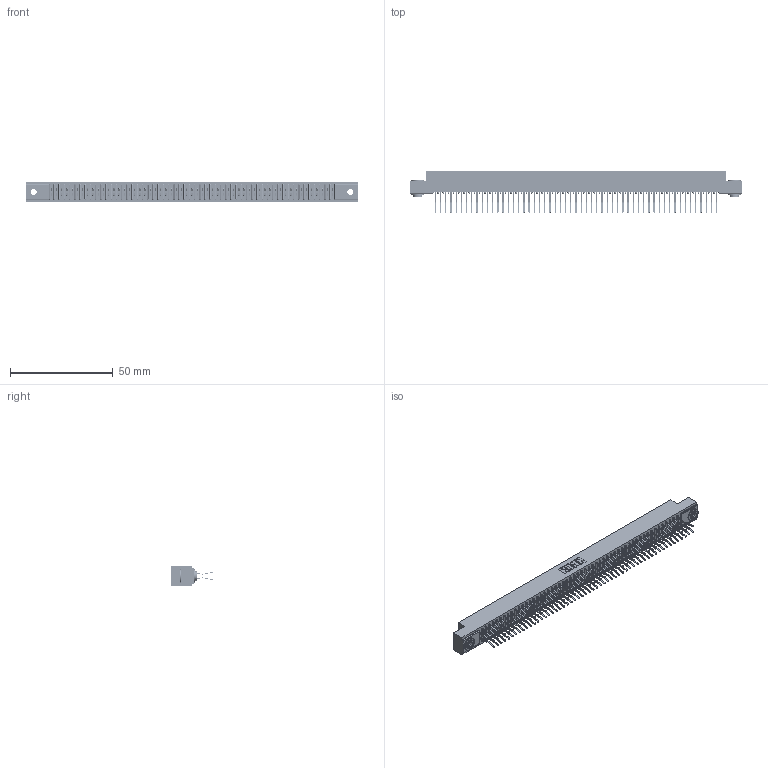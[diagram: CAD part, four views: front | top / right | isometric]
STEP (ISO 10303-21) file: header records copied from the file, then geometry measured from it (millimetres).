
FILE_DESCRIPTION (( 'STEP AP203' ), '1' );
FILE_NAME ('391-110-560-203.STEP', '2018-08-09T21:58:03', ( '' ), ( '' ), 'SwSTEP 2.0', 'SolidWorks 2016', '' );
FILE_SCHEMA (( 'CONFIG_CONTROL_DESIGN' ));
Length unit declared in the file: inch
Products named in the file (4): 341-292-001_341-292-160; 345-250-002_345-250-002-102; 391-110-560-203; 341 Part_.156 (3.96) Dia Mounting Holes
Assembly tree (113 placements, depth 2):
  391-110-560-203
    341 Part_.156 (3.96) Dia Mounting Holes
    341-292-001_341-292-160  x110
    345-250-002_345-250-002-102  x2
Bounding box: 161.93 x 20.37 x 10.16 mm (x, y, z)
Volume: 12079.3 mm3; surface area: 22911.2 mm2
Topology: 113 solids, 113 shells, 7868 faces, 22813 edges, 14798 vertices
Faces by surface type: plane 4492, cylinder 3148, sphere 112, torus 108, cone 8
Entity records: 66035 total; most frequent: CARTESIAN_POINT 10958, ORIENTED_EDGE 10882, DIRECTION 10645, EDGE_CURVE 5441, VECTOR 4395, LINE 4395, VERTEX_POINT 3438, AXIS2_PLACEMENT_3D 3125
